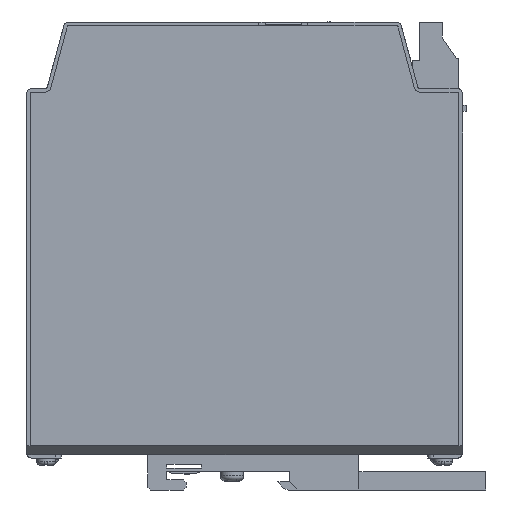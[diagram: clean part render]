
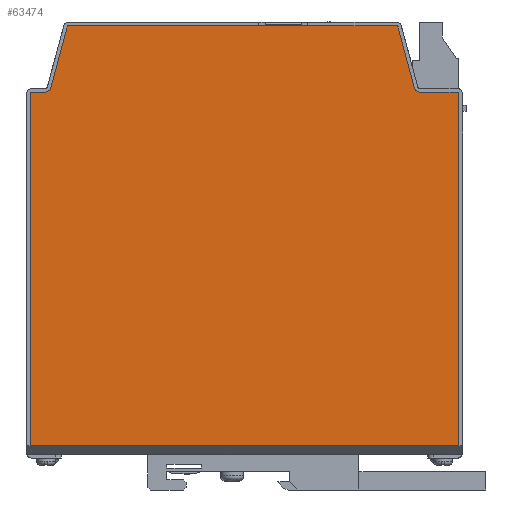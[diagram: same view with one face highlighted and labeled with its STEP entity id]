
A CAD part, left-side view. The second image highlights one B-rep face of the part: STEP entity #63474.
In plain terms, the highlighted planar face has unit normal (-1, 0, 0).
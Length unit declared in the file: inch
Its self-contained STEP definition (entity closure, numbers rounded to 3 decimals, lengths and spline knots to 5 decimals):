
#30166 = EDGE_CURVE ( 'NONE', #133040, #133055, #58439, .T. ) ;
#39639 = ORIENTED_EDGE ( 'NONE', *, *, #55389, .F. ) ;
#39644 = ORIENTED_EDGE ( 'NONE', *, *, #55390, .F. ) ;
#39647 = ORIENTED_EDGE ( 'NONE', *, *, #55381, .F. ) ;
#39648 = ORIENTED_EDGE ( 'NONE', *, *, #30166, .F. ) ;
#39653 = ORIENTED_EDGE ( 'NONE', *, *, #55379, .F. ) ;
#39660 = ORIENTED_EDGE ( 'NONE', *, *, #55388, .F. ) ;
#39664 = ORIENTED_EDGE ( 'NONE', *, *, #55385, .F. ) ;
#39667 = ORIENTED_EDGE ( 'NONE', *, *, #55383, .F. ) ;
#39675 = ORIENTED_EDGE ( 'NONE', *, *, #55375, .F. ) ;
#39678 = ORIENTED_EDGE ( 'NONE', *, *, #55376, .F. ) ;
#39681 = ORIENTED_EDGE ( 'NONE', *, *, #55372, .F. ) ;
#39684 = ORIENTED_EDGE ( 'NONE', *, *, #55371, .F. ) ;
#39691 = ORIENTED_EDGE ( 'NONE', *, *, #55368, .F. ) ;
#39694 = ORIENTED_EDGE ( 'NONE', *, *, #55356, .F. ) ;
#39698 = ORIENTED_EDGE ( 'NONE', *, *, #55366, .T. ) ;
#39706 = ORIENTED_EDGE ( 'NONE', *, *, #55362, .F. ) ;
#55356 = EDGE_CURVE ( 'NONE', #132219, #132237, #98902, .T. ) ;
#55362 = EDGE_CURVE ( 'NONE', #132547, #132537, #98905, .T. ) ;
#55366 = EDGE_CURVE ( 'NONE', #132219, #132537, #98907, .T. ) ;
#55368 = EDGE_CURVE ( 'NONE', #132539, #132547, #102238, .T. ) ;
#55371 = EDGE_CURVE ( 'NONE', #132527, #132539, #98908, .T. ) ;
#55372 = EDGE_CURVE ( 'NONE', #132533, #132527, #102230, .T. ) ;
#55375 = EDGE_CURVE ( 'NONE', #132519, #132533, #98909, .T. ) ;
#55376 = EDGE_CURVE ( 'NONE', #132523, #132519, #102225, .T. ) ;
#55379 = EDGE_CURVE ( 'NONE', #132511, #132523, #98910, .T. ) ;
#55381 = EDGE_CURVE ( 'NONE', #133055, #132511, #98911, .T. ) ;
#55383 = EDGE_CURVE ( 'NONE', #132516, #133040, #102236, .T. ) ;
#55385 = EDGE_CURVE ( 'NONE', #132501, #132516, #98912, .T. ) ;
#55388 = EDGE_CURVE ( 'NONE', #132492, #132501, #102241, .T. ) ;
#55389 = EDGE_CURVE ( 'NONE', #132495, #132492, #98913, .T. ) ;
#55390 = EDGE_CURVE ( 'NONE', #132237, #132495, #102244, .T. ) ;
#58439 = LINE ( 'NONE', #65253, #63162 ) ;
#63162 = VECTOR ( 'NONE', #65255, 39.37008 ) ;
#63474 = ADVANCED_FACE ( 'NONE', ( #116524 ), #118040, .T. ) ;
#65253 = CARTESIAN_POINT ( 'NONE',  ( -3.244, 1.983, -0.04 ) ) ;
#65255 = DIRECTION ( 'NONE',  ( 0., -1., 0. ) ) ;
#71296 = EDGE_LOOP ( 'NONE', ( #39694, #39698, #39706, #39691, #39684, #39681, #39675, #39678, #39653, #39647, #39648, #39667, #39664, #39660, #39639, #39644 ) ) ;
#98902 = LINE ( 'NONE', #103322, #102232 ) ;
#98905 = LINE ( 'NONE', #103328, #102235 ) ;
#98907 = LINE ( 'NONE', #103332, #102239 ) ;
#98908 = LINE ( 'NONE', #103337, #102242 ) ;
#98909 = LINE ( 'NONE', #103342, #102245 ) ;
#98910 = LINE ( 'NONE', #103347, #102247 ) ;
#98911 = LINE ( 'NONE', #103349, #102248 ) ;
#98912 = LINE ( 'NONE', #103354, #102250 ) ;
#98913 = LINE ( 'NONE', #103359, #102252 ) ;
#102225 = CIRCLE ( 'NONE', #102246, 0.02 ) ;
#102230 = CIRCLE ( 'NONE', #102243, 0.07 ) ;
#102232 = VECTOR ( 'NONE', #103323, 39.37008 ) ;
#102235 = VECTOR ( 'NONE', #103329, 39.37008 ) ;
#102236 = CIRCLE ( 'NONE', #102249, 0.02 ) ;
#102238 = CIRCLE ( 'NONE', #102240, 0.02 ) ;
#102239 = VECTOR ( 'NONE', #103333, 39.37008 ) ;
#102240 = AXIS2_PLACEMENT_3D ( 'NONE', #103334, #103335, #103336 ) ;
#102241 = CIRCLE ( 'NONE', #102251, 0.07 ) ;
#102242 = VECTOR ( 'NONE', #103338, 39.37008 ) ;
#102243 = AXIS2_PLACEMENT_3D ( 'NONE', #103339, #103340, #103341 ) ;
#102244 = CIRCLE ( 'NONE', #102253, 0.02 ) ;
#102245 = VECTOR ( 'NONE', #103343, 39.37008 ) ;
#102246 = AXIS2_PLACEMENT_3D ( 'NONE', #103344, #103345, #103346 ) ;
#102247 = VECTOR ( 'NONE', #103348, 39.37008 ) ;
#102248 = VECTOR ( 'NONE', #103350, 39.37008 ) ;
#102249 = AXIS2_PLACEMENT_3D ( 'NONE', #103351, #103352, #103353 ) ;
#102250 = VECTOR ( 'NONE', #103355, 39.37008 ) ;
#102251 = AXIS2_PLACEMENT_3D ( 'NONE', #103356, #103357, #103358 ) ;
#102252 = VECTOR ( 'NONE', #103360, 39.37008 ) ;
#102253 = AXIS2_PLACEMENT_3D ( 'NONE', #103361, #103362, #103363 ) ;
#103322 = CARTESIAN_POINT ( 'NONE',  ( -3.244, 2.42, -4.86 ) ) ;
#103323 = DIRECTION ( 'NONE',  ( 0., 0., 1. ) ) ;
#103328 = CARTESIAN_POINT ( 'NONE',  ( -3.244, -2.42, -0.81 ) ) ;
#103329 = DIRECTION ( 'NONE',  ( 0., 0., -1. ) ) ;
#103332 = CARTESIAN_POINT ( 'NONE',  ( -3.244, 2.4, -4.78149 ) ) ;
#103333 = DIRECTION ( 'NONE',  ( 0., -1., 0. ) ) ;
#103334 = CARTESIAN_POINT ( 'NONE',  ( -3.244, -2.4, -0.81 ) ) ;
#103335 = DIRECTION ( 'NONE',  ( 1., 0., 0. ) ) ;
#103336 = DIRECTION ( 'NONE',  ( 0., 0., -1. ) ) ;
#103337 = CARTESIAN_POINT ( 'NONE',  ( -3.244, -1.98302, -0.79 ) ) ;
#103338 = DIRECTION ( 'NONE',  ( 0., -1., 0. ) ) ;
#103339 = CARTESIAN_POINT ( 'NONE',  ( -3.244, -1.98302, -0.72 ) ) ;
#103340 = DIRECTION ( 'NONE',  ( -1., 0., 0. ) ) ;
#103341 = DIRECTION ( 'NONE',  ( 0., 0., -1. ) ) ;
#103342 = CARTESIAN_POINT ( 'NONE',  ( -3.244, -1.73232, -0.05482 ) ) ;
#103343 = DIRECTION ( 'NONE',  ( 0., -0.259, -0.966 ) ) ;
#103344 = CARTESIAN_POINT ( 'NONE',  ( -3.244, -1.713, -0.06 ) ) ;
#103345 = DIRECTION ( 'NONE',  ( 1., 0., 0. ) ) ;
#103346 = DIRECTION ( 'NONE',  ( 0., 0., -1. ) ) ;
#103347 = CARTESIAN_POINT ( 'NONE',  ( -3.244, 1.983, -0.04 ) ) ;
#103348 = DIRECTION ( 'NONE',  ( 0., -1., 0. ) ) ;
#103349 = CARTESIAN_POINT ( 'NONE',  ( -3.244, 1.983, -0.04 ) ) ;
#103350 = DIRECTION ( 'NONE',  ( 0., -1., 0. ) ) ;
#103351 = CARTESIAN_POINT ( 'NONE',  ( -3.244, 1.983, -0.06 ) ) ;
#103352 = DIRECTION ( 'NONE',  ( 1., 0., 0. ) ) ;
#103353 = DIRECTION ( 'NONE',  ( 0., 0., -1. ) ) ;
#103354 = CARTESIAN_POINT ( 'NONE',  ( -3.244, 2.18541, -0.73812 ) ) ;
#103355 = DIRECTION ( 'NONE',  ( 0., -0.259, 0.966 ) ) ;
#103356 = CARTESIAN_POINT ( 'NONE',  ( -3.244, 2.25302, -0.72 ) ) ;
#103357 = DIRECTION ( 'NONE',  ( -1., 0., 0. ) ) ;
#103358 = DIRECTION ( 'NONE',  ( 0., 0., -1. ) ) ;
#103359 = CARTESIAN_POINT ( 'NONE',  ( -3.244, 2.4, -0.79 ) ) ;
#103360 = DIRECTION ( 'NONE',  ( 0., -1., 0. ) ) ;
#103361 = CARTESIAN_POINT ( 'NONE',  ( -3.244, 2.4, -0.81 ) ) ;
#103362 = DIRECTION ( 'NONE',  ( 1., 0., 0. ) ) ;
#103363 = DIRECTION ( 'NONE',  ( 0., 0., -1. ) ) ;
#116138 = AXIS2_PLACEMENT_3D ( 'NONE', #118041, #118042, #118043 ) ;
#116524 = FACE_OUTER_BOUND ( 'NONE', #71296, .T. ) ;
#118040 = PLANE ( 'NONE',  #116138 ) ;
#118041 = CARTESIAN_POINT ( 'NONE',  ( -3.244, 2.4, -4.86 ) ) ;
#118042 = DIRECTION ( 'NONE',  ( -1., 0., 0. ) ) ;
#118043 = DIRECTION ( 'NONE',  ( 0., 0., -1. ) ) ;
#132219 = VERTEX_POINT ( 'NONE', #149846 ) ;
#132237 = VERTEX_POINT ( 'NONE', #149856 ) ;
#132492 = VERTEX_POINT ( 'NONE', #150005 ) ;
#132495 = VERTEX_POINT ( 'NONE', #150006 ) ;
#132501 = VERTEX_POINT ( 'NONE', #150008 ) ;
#132511 = VERTEX_POINT ( 'NONE', #150015 ) ;
#132516 = VERTEX_POINT ( 'NONE', #150018 ) ;
#132519 = VERTEX_POINT ( 'NONE', #150020 ) ;
#132523 = VERTEX_POINT ( 'NONE', #150021 ) ;
#132527 = VERTEX_POINT ( 'NONE', #150023 ) ;
#132533 = VERTEX_POINT ( 'NONE', #150028 ) ;
#132537 = VERTEX_POINT ( 'NONE', #150030 ) ;
#132539 = VERTEX_POINT ( 'NONE', #150031 ) ;
#132547 = VERTEX_POINT ( 'NONE', #150035 ) ;
#133040 = VERTEX_POINT ( 'NONE', #150323 ) ;
#133055 = VERTEX_POINT ( 'NONE', #150333 ) ;
#149846 = CARTESIAN_POINT ( 'NONE',  ( -3.244, 2.42, -4.78149 ) ) ;
#149856 = CARTESIAN_POINT ( 'NONE',  ( -3.244, 2.42, -0.81 ) ) ;
#150005 = CARTESIAN_POINT ( 'NONE',  ( -3.244, 2.25302, -0.79 ) ) ;
#150006 = CARTESIAN_POINT ( 'NONE',  ( -3.244, 2.4, -0.79 ) ) ;
#150008 = CARTESIAN_POINT ( 'NONE',  ( -3.244, 2.18541, -0.73812 ) ) ;
#150015 = CARTESIAN_POINT ( 'NONE',  ( -3.244, -0.7123, -0.04 ) ) ;
#150018 = CARTESIAN_POINT ( 'NONE',  ( -3.244, 2.00232, -0.05482 ) ) ;
#150020 = CARTESIAN_POINT ( 'NONE',  ( -3.244, -1.73232, -0.05482 ) ) ;
#150021 = CARTESIAN_POINT ( 'NONE',  ( -3.244, -1.713, -0.04 ) ) ;
#150023 = CARTESIAN_POINT ( 'NONE',  ( -3.244, -1.98302, -0.79 ) ) ;
#150028 = CARTESIAN_POINT ( 'NONE',  ( -3.244, -1.91541, -0.73812 ) ) ;
#150030 = CARTESIAN_POINT ( 'NONE',  ( -3.244, -2.42, -4.78149 ) ) ;
#150031 = CARTESIAN_POINT ( 'NONE',  ( -3.244, -2.4, -0.79 ) ) ;
#150035 = CARTESIAN_POINT ( 'NONE',  ( -3.244, -2.42, -0.81 ) ) ;
#150323 = CARTESIAN_POINT ( 'NONE',  ( -3.244, 1.983, -0.04 ) ) ;
#150333 = CARTESIAN_POINT ( 'NONE',  ( -3.244, -0.1623, -0.04 ) ) ;
